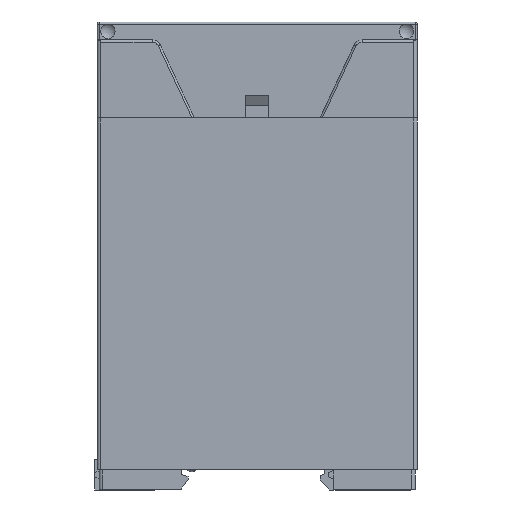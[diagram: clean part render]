
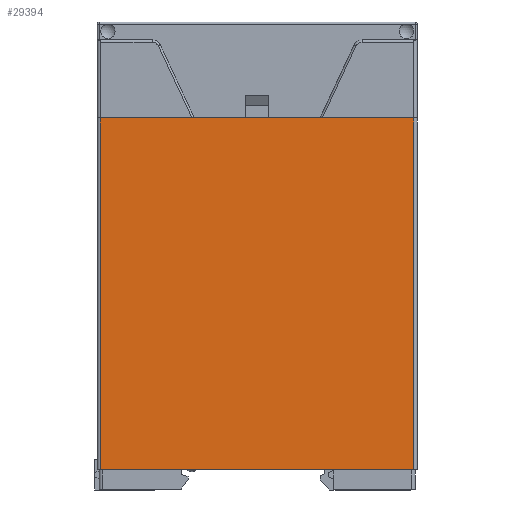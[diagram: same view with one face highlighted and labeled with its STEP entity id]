
A CAD part, left-side view. The second image highlights one B-rep face of the part: STEP entity #29394.
In plain terms, the highlighted face is planar.
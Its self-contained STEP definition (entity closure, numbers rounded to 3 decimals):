
#21257=CARTESIAN_POINT('',(56.954,4.077,8.7));
#21258=VERTEX_POINT('',#21257);
#21259=CARTESIAN_POINT('',(56.954,-3.273,8.7));
#21260=VERTEX_POINT('',#21259);
#21261=CARTESIAN_POINT('',(56.954,4.077,8.7));
#21262=DIRECTION('',(0.0,-1.0,0.0));
#21263=VECTOR('',#21262,7.35);
#21264=LINE('',#21261,#21263);
#21265=EDGE_CURVE('',#21258,#21260,#21264,.T.);
#28902=CARTESIAN_POINT('',(56.954,4.077,0.45));
#28903=VERTEX_POINT('',#28902);
#28910=CARTESIAN_POINT('',(56.954,-3.273,0.45));
#28911=VERTEX_POINT('',#28910);
#28912=CARTESIAN_POINT('',(56.954,-3.273,0.45));
#28913=DIRECTION('',(0.0,1.0,0.0));
#28914=VECTOR('',#28913,7.35);
#28915=LINE('',#28912,#28914);
#28916=EDGE_CURVE('',#28911,#28903,#28915,.T.);
#29373=CARTESIAN_POINT('',(56.954,4.077,0.0));
#29374=DIRECTION('',(1.0,0.0,0.0));
#29375=DIRECTION('',(0.0,0.0,-1.0));
#29376=AXIS2_PLACEMENT_3D('',#29373,#29374,#29375);
#29377=PLANE('',#29376);
#29378=ORIENTED_EDGE('',*,*,#28916,.T.);
#29379=CARTESIAN_POINT('',(56.954,4.077,0.45));
#29380=DIRECTION('',(0.0,0.0,1.0));
#29381=VECTOR('',#29380,8.25);
#29382=LINE('',#29379,#29381);
#29383=EDGE_CURVE('',#28903,#21258,#29382,.T.);
#29384=ORIENTED_EDGE('',*,*,#29383,.T.);
#29385=ORIENTED_EDGE('',*,*,#21265,.T.);
#29386=CARTESIAN_POINT('',(56.954,-3.273,0.45));
#29387=DIRECTION('',(0.0,0.0,1.0));
#29388=VECTOR('',#29387,8.25);
#29389=LINE('',#29386,#29388);
#29390=EDGE_CURVE('',#28911,#21260,#29389,.T.);
#29391=ORIENTED_EDGE('',*,*,#29390,.F.);
#29392=EDGE_LOOP('',(#29378,#29384,#29385,#29391));
#29393=FACE_OUTER_BOUND('',#29392,.T.);
#29394=ADVANCED_FACE('',(#29393),#29377,.T.);
